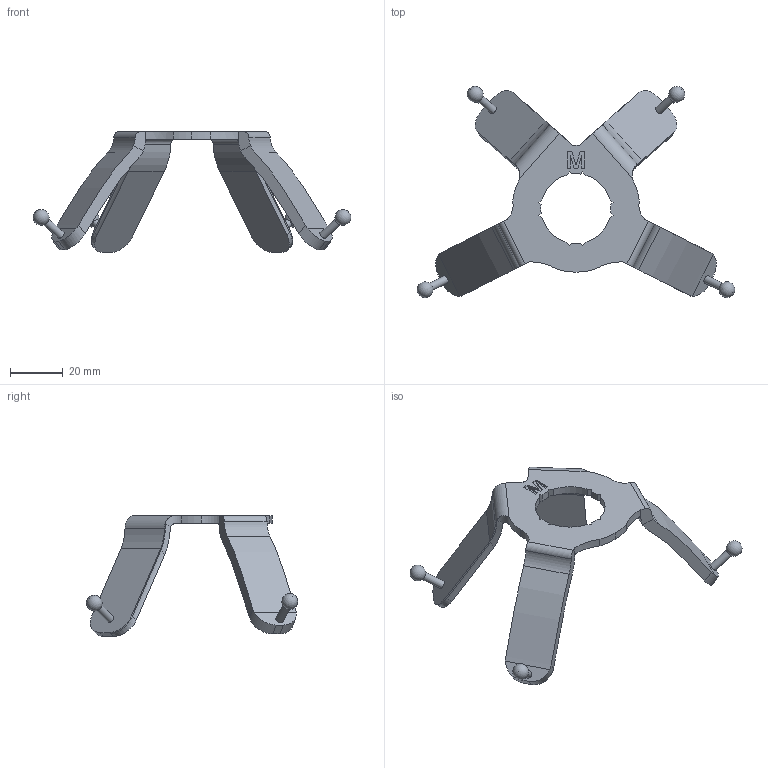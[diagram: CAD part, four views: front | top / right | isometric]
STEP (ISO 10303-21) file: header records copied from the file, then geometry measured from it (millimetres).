
FILE_DESCRIPTION(/* description */ (''),/* implementation_level */ '2;1');
FILE_NAME(/* name */ 'Mask-Harness-v5-centre.step',/* time_stamp */ '2020-05-19T11:39:34-04:00',/* author */ (''),/* organization */ (''),/* preprocessor_version */ 'ST-DEVELOPER v18.1',/* originating_system */ 'Autodesk Translation Framework v9.3.0.1241',/* authorisation */ '');
FILE_SCHEMA (('AUTOMOTIVE_DESIGN { 1 0 10303 214 3 1 1 }'));
Length unit declared in the file: millimetre
Products named in the file (1): (Unsaved)
Bounding box: 120.18 x 79.92 x 45.78 mm (x, y, z)
Volume: 18373.9 mm3; surface area: 13559.4 mm2
Topology: 1 solids, 1 shells, 136 faces, 383 edges, 250 vertices
Faces by surface type: plane 72, cylinder 50, bspline 8, sphere 4, torus 2
Full cylindrical faces by diameter (mm): 3 x4
Entity records: 4818 total; most frequent: CARTESIAN_POINT 1260, ORIENTED_EDGE 758, DIRECTION 725, EDGE_CURVE 379, AXIS2_PLACEMENT_3D 251, VERTEX_POINT 250, LINE 223, VECTOR 223
